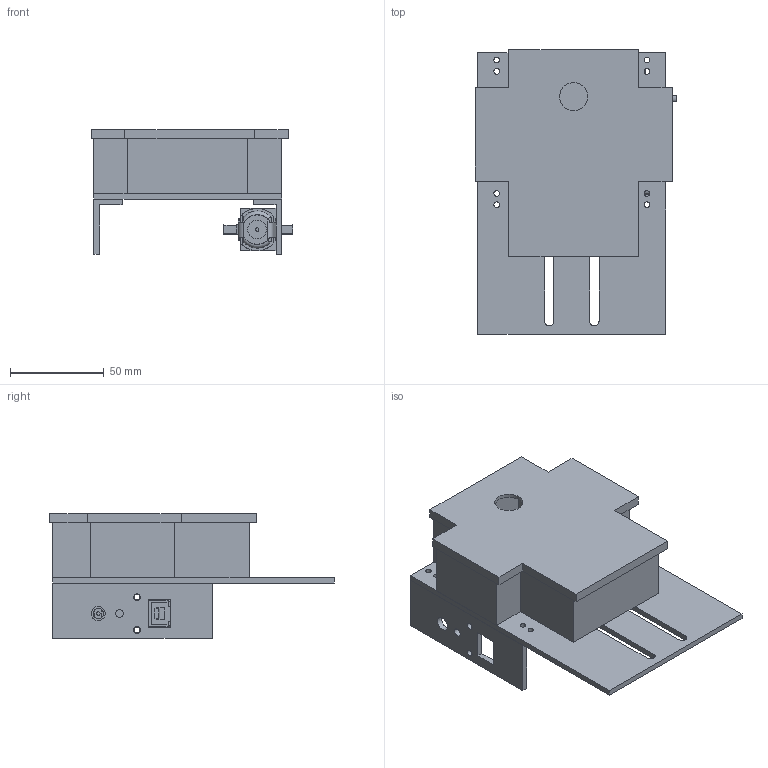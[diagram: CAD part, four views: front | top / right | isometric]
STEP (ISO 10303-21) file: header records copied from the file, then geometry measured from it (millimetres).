
FILE_DESCRIPTION(/* description */ (''),/* implementation_level */ '2;1');
FILE_NAME(/* name */ 'Jug Frame v5.step',/* time_stamp */ '2024-02-18T11:06:17-05:00',/* author */ (''),/* organization */ (''),/* preprocessor_version */ 'ST-DEVELOPER v20',/* originating_system */ 'Autodesk Translation Framework v12.20.1.177',/* authorisation */ '');
FILE_SCHEMA (('AUTOMOTIVE_DESIGN { 1 0 10303 214 3 1 1 }'));
Length unit declared in the file: millimetre
Products named in the file (18): Jug Frame; TT Motor; TT Motor_1; Part 8; Surface 1; Part 7; Part 6; Part 5; Part 4; Part 3; Part 2; Part 1; TT Frame 1; TT Frame 2; Platform; Jug; Lid; Cam
Assembly tree (17 placements, depth 4):
  Jug Frame
    TT Motor
      TT Motor_1
        Part 8
        Surface 1
        Part 7
        Part 6
        Part 5
        Part 4
        Part 3
        Part 2
        Part 1
    TT Frame 1
    TT Frame 2
    Platform
    Jug
    Lid
    Cam
Bounding box: 107.5 x 151.5 x 66.5 mm (x, y, z)
Volume: 147685.4 mm3; surface area: 120050.8 mm2
Topology: 13 solids, 14 shells, 270 faces, 697 edges, 464 vertices
Faces by surface type: plane 197, cylinder 71, torus 2
Full cylindrical faces by diameter (mm): 1.8 x1, 1.9 x2, 2.8 x1, 3 x18, 3.5 x4, 3.8 x1, 4.2 x2, 5.4 x2, 7.2 x1, 7.5 x2, 10 x2, 15 x1
Entity records: 9161 total; most frequent: CARTESIAN_POINT 1574, DIRECTION 1445, ORIENTED_EDGE 1382, EDGE_CURVE 697, LINE 535, VECTOR 535, VERTEX_POINT 464, AXIS2_PLACEMENT_3D 455
